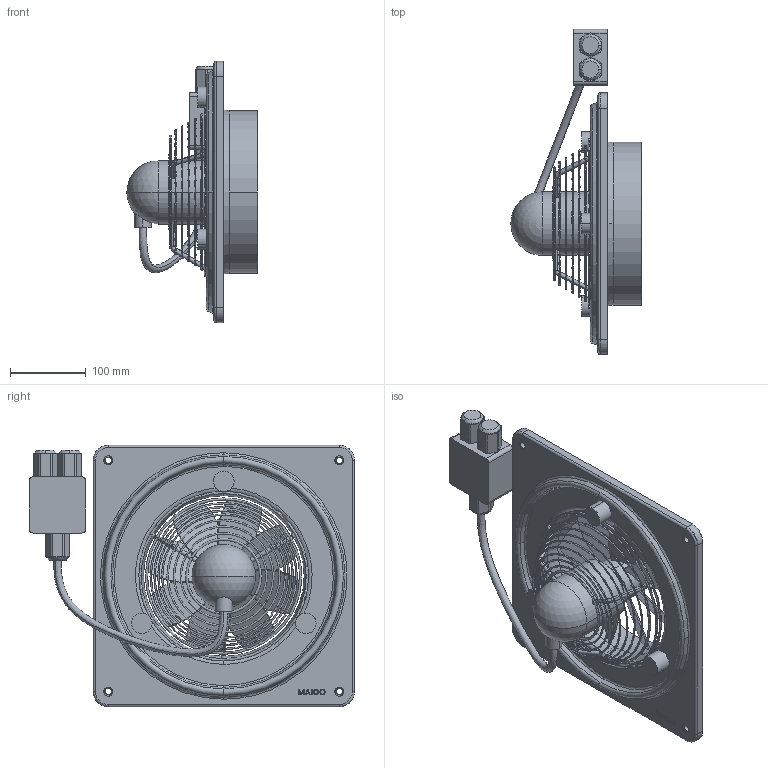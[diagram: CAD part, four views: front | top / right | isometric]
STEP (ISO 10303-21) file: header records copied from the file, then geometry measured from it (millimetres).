
FILE_DESCRIPTION(('Creo Elements/Direct Modeling STEP Export'),'2;1');
FILE_NAME('0083.0850 EZQ 20_4 E Ex e.stp','2021-01-21T15:40:56',(''),(''),'PTC Creo Elements/Direct Modeling STEP processor for AP214 (Solid Model)','PTC Creo Elements/Direct Modeling 19.0C 15-Aug-2015 (C) Parametric Technology GmbH','');
FILE_SCHEMA(('AUTOMOTIVE_DESIGN { 1 0 10303 214 1 1 1 1 }'));
Length unit declared in the file: millimetre
Products named in the file (7): T1; T2; T3; T4; T5; 0083.0850; 0083.0850-EZQ-20-4-E-Ex-e
Assembly tree (6 placements, depth 3):
  0083.0850-EZQ-20-4-E-Ex-e
    0083.0850
      T5
      T4
      T3
      T2
      T1
Bounding box: 172 x 429 x 345 mm (x, y, z)
Volume: 1371263.1 mm3; surface area: 509774.9 mm2
Topology: 5 solids, 11 shells, 632 faces, 1802 edges, 1175 vertices
Faces by surface type: plane 314, cylinder 148, torus 98, cone 38, bspline 30, sphere 4
Entity records: 33354 total; most frequent: CARTESIAN_POINT 13281, ORIENTED_EDGE 3608, DIRECTION 3025, EDGE_CURVE 1800, VERTEX_POINT 1175, AXIS2_PLACEMENT_3D 1091, VECTOR 843, LINE 843
